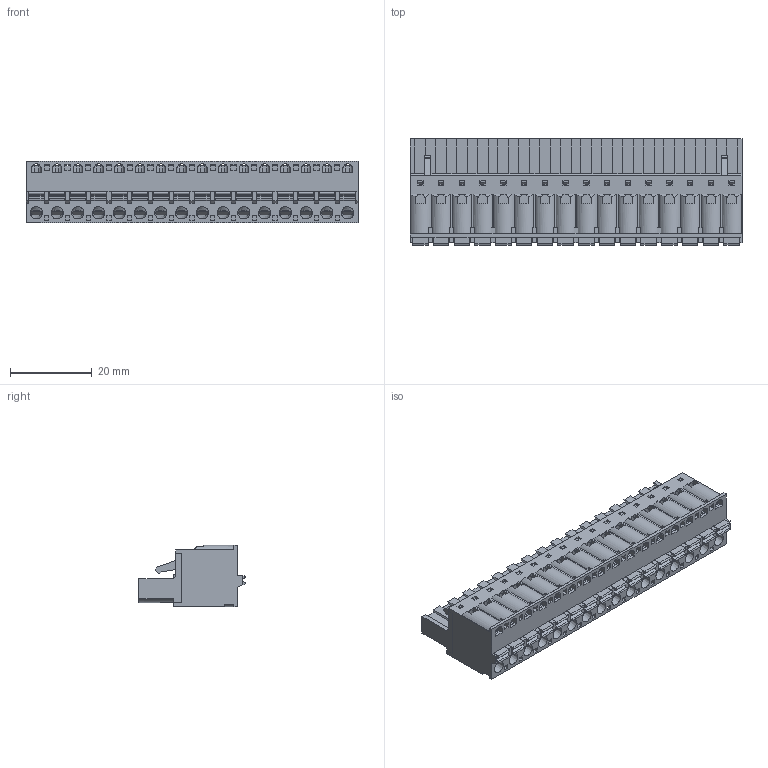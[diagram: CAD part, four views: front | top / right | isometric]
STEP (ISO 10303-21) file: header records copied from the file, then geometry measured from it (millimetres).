
FILE_DESCRIPTION(/* description */ ('Unknown'),/* implementation_level */ '2;1');
FILE_NAME(/* name */ '691353500016',/* time_stamp */ '2022-01-18T15:38:28+01:00',/* author */ ('Unknown'),/* organization */ ('Unknown'),/* preprocessor_version */ 'ST-DEVELOPER v16.7',/* originating_system */ 'Solid Edge',/* authorisation */ 'Unknown');
FILE_SCHEMA (('AUTOMOTIVE_DESIGN { 1 0 10303 214 3 1 1 }','AUTOMOTIVE_DESIGN {1 0 10303 214 3 1 1}'));
Products named in the file (6): 6913535000xx; 691353500016; 691353500016_BAS; 6913535000xx_LANGUETTE; 6913535000xx_PIN; 6913535000xx_BOUTON
Assembly tree (50 placements, depth 2):
  6913535000xx
    691353500016
    691353500016_BAS
    6913535000xx_LANGUETTE  x16
    6913535000xx_PIN  x16
    6913535000xx_BOUTON  x16
Bounding box: 81.28 x 26.05 x 15 mm (x, y, z)
Volume: 12822.5 mm3; surface area: 31816.2 mm2
Topology: 50 solids, 50 shells, 4350 faces, 12423 edges, 8096 vertices
Faces by surface type: plane 3366, cylinder 920, bspline 48, cone 16
Full cylindrical faces by diameter (mm): 1.5 x16, 3 x16
Entity records: 73902 total; most frequent: CARTESIAN_POINT 14992, ORIENTED_EDGE 12654, DIRECTION 11437, EDGE_CURVE 6327, LINE 5531, VECTOR 5531, VERTEX_POINT 4164, AXIS2_PLACEMENT_3D 2953
